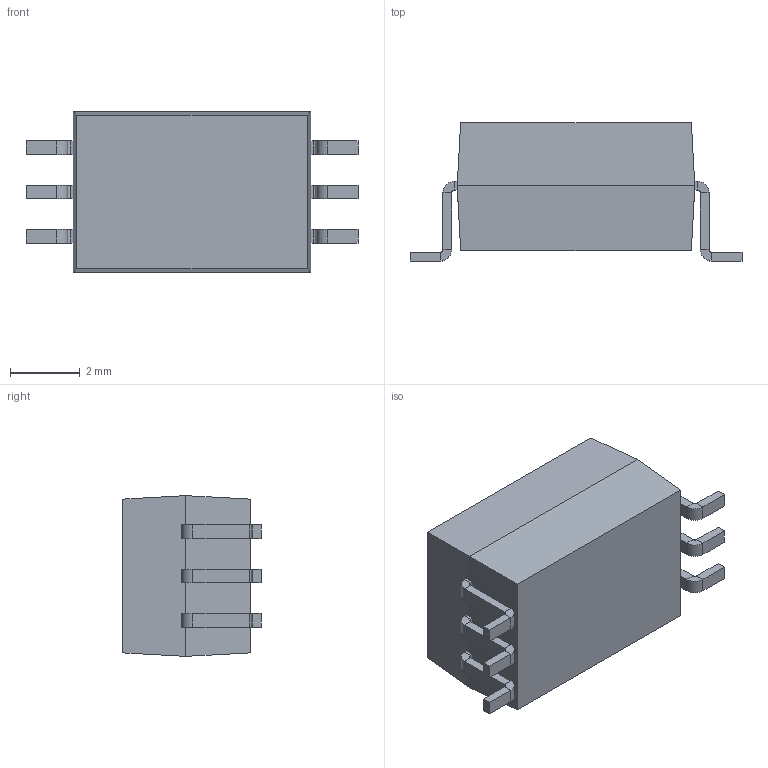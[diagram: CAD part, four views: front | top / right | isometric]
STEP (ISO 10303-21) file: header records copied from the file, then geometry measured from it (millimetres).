
FILE_DESCRIPTION (( 'STEP AP214' ), '1' );
FILE_NAME ('SDIP6 (Toshiba).STEP', '2019-06-27T08:08:51', ( '' ), ( '' ), 'SwSTEP 2.0', 'SolidWorks 2018', '' );
FILE_SCHEMA (( 'AUTOMOTIVE_DESIGN' ));
Length unit declared in the file: millimetre
Products named in the file (1): SDIP6 (Toshiba)
Bounding box: 9.5 x 3.96 x 4.6 mm (x, y, z)
Volume: 112 mm3; surface area: 166.3 mm2
Topology: 7 solids, 7 shells, 145 faces, 290 edges, 160 vertices
Faces by surface type: plane 119, cylinder 26
Entity records: 5279 total; most frequent: DIRECTION 634, CARTESIAN_POINT 596, ORIENTED_EDGE 580, EDGE_CURVE 290, LINE 238, VECTOR 238, AXIS2_PLACEMENT_3D 198, VERTEX_POINT 160
